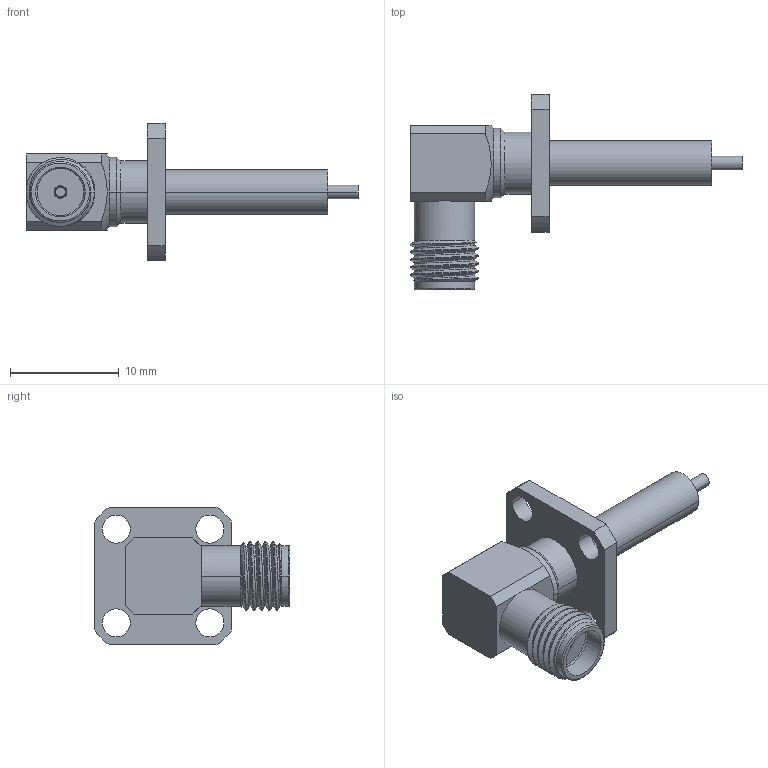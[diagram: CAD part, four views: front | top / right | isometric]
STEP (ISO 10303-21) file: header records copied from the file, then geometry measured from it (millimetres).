
FILE_DESCRIPTION (( 'STEP AP203' ), '1' );
FILE_NAME ('LCCN3161_3D.STEP', '2022-05-12T18:56:53', ( '' ), ( '' ), 'SwSTEP 2.0', 'SolidWorks 2021', '' );
FILE_SCHEMA (( 'CONFIG_CONTROL_DESIGN' ));
Length unit declared in the file: inch
Products named in the file (1): LCCN3161_3D
Bounding box: 30.6 x 18.03 x 12.7 mm (x, y, z)
Volume: 1065.5 mm3; surface area: 1135 mm2
Topology: 1 solids, 1 shells, 89 faces, 228 edges, 146 vertices
Faces by surface type: cylinder 40, plane 29, cone 15, bspline 3, torus 2
Entity records: 3898 total; most frequent: CARTESIAN_POINT 1714, ORIENTED_EDGE 456, DIRECTION 426, EDGE_CURVE 228, AXIS2_PLACEMENT_3D 165, VERTEX_POINT 146, EDGE_LOOP 102, LINE 96
